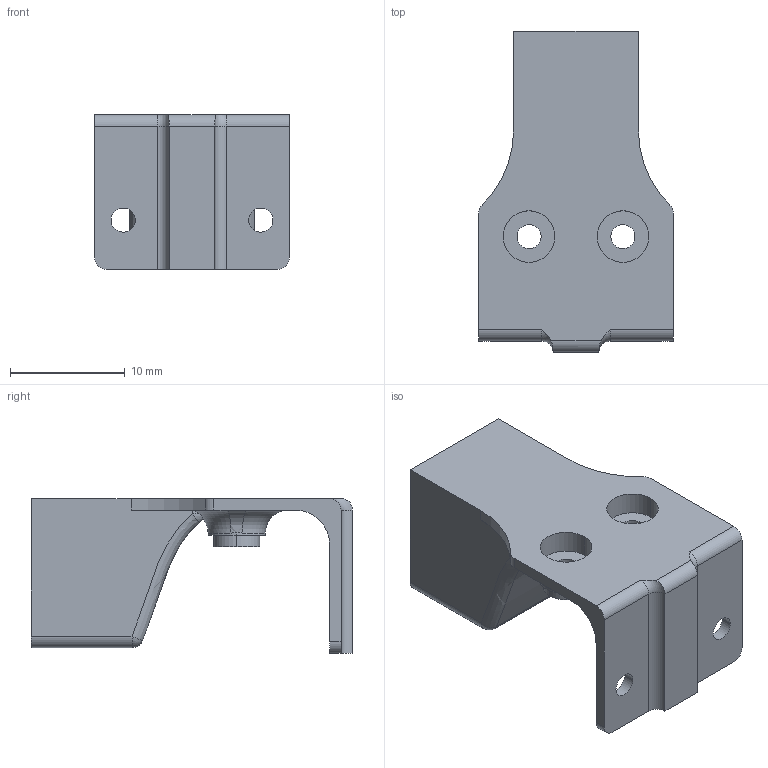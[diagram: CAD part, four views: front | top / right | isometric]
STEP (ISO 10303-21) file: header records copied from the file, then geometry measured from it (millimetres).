
FILE_DESCRIPTION (( 'STEP AP214' ), '1' );
FILE_NAME ('Buggy ball bracket front.STEP', '2022-06-02T10:27:29', ( '' ), ( '' ), 'SwSTEP 2.0', 'SolidWorks 2020', '' );
FILE_SCHEMA (( 'AUTOMOTIVE_DESIGN' ));
Length unit declared in the file: millimetre
Products named in the file (1): Buggy ball bracket front
Bounding box: 17 x 28 x 13.5 mm (x, y, z)
Volume: 2057.9 mm3; surface area: 2055.9 mm2
Topology: 1 solids, 1 shells, 78 faces, 194 edges, 123 vertices
Faces by surface type: cylinder 40, plane 24, torus 5, bspline 5, sphere 4
Entity records: 2599 total; most frequent: CARTESIAN_POINT 675, DIRECTION 409, ORIENTED_EDGE 388, EDGE_CURVE 194, AXIS2_PLACEMENT_3D 165, VERTEX_POINT 123, EDGE_LOOP 91, CIRCLE 91
